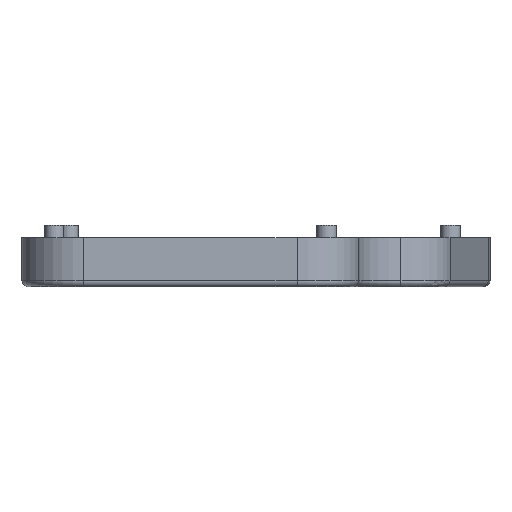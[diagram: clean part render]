
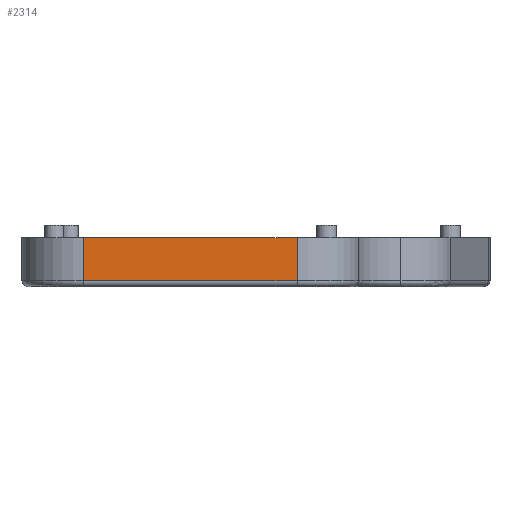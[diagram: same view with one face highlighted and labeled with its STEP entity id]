
A CAD part, left-side view. The second image highlights one B-rep face of the part: STEP entity #2314.
In plain terms, the highlighted planar face has unit normal (-1, 0, 0).
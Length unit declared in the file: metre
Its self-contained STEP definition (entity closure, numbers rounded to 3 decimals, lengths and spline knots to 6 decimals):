
#299=ORIENTED_EDGE('',*,*,#994,.T.);
#300=ORIENTED_EDGE('',*,*,#995,.T.);
#301=ORIENTED_EDGE('',*,*,#991,.F.);
#302=ORIENTED_EDGE('',*,*,#996,.F.);
#991=EDGE_CURVE('',#1334,#1335,#1563,.T.);
#994=EDGE_CURVE('',#1336,#1337,#1564,.T.);
#995=EDGE_CURVE('',#1337,#1335,#1565,.T.);
#996=EDGE_CURVE('',#1336,#1334,#1566,.T.);
#1334=VERTEX_POINT('',#3600);
#1335=VERTEX_POINT('',#3601);
#1336=VERTEX_POINT('',#3606);
#1337=VERTEX_POINT('',#3607);
#1563=LINE('',#3599,#1758);
#1564=LINE('',#3605,#1759);
#1565=LINE('',#3608,#1760);
#1566=LINE('',#3609,#1761);
#1758=VECTOR('',#2819,1.);
#1759=VECTOR('',#2826,1.);
#1760=VECTOR('',#2827,1.);
#1761=VECTOR('',#2828,1.);
#1943=EDGE_LOOP('',(#299,#300,#301,#302));
#2099=FACE_BOUND('',#1943,.T.);
#2248=PLANE('',#2481);
#2314=ADVANCED_FACE('',(#2099),#2248,.F.);
#2481=AXIS2_PLACEMENT_3D('',#3604,#2824,#2825);
#2819=DIRECTION('',(0.,0.,-1.));
#2824=DIRECTION('',(1.,0.,0.));
#2825=DIRECTION('',(0.,-1.,0.));
#2826=DIRECTION('',(0.,0.,-1.));
#2827=DIRECTION('',(0.,-1.,0.));
#2828=DIRECTION('',(0.,-1.,0.));
#3599=CARTESIAN_POINT('',(-0.012475,-0.054625,-0.01));
#3600=CARTESIAN_POINT('',(-0.012475,-0.054625,0.));
#3601=CARTESIAN_POINT('',(-0.012475,-0.054625,-0.0105));
#3604=CARTESIAN_POINT('',(-0.012475,-0.044609,-0.01));
#3605=CARTESIAN_POINT('',(-0.012475,-0.002525,-0.01));
#3606=CARTESIAN_POINT('',(-0.012475,-0.002525,0.));
#3607=CARTESIAN_POINT('',(-0.012475,-0.002525,-0.0105));
#3608=CARTESIAN_POINT('',(-0.012475,-0.044609,-0.0105));
#3609=CARTESIAN_POINT('',(-0.012475,-0.028575,0.));
